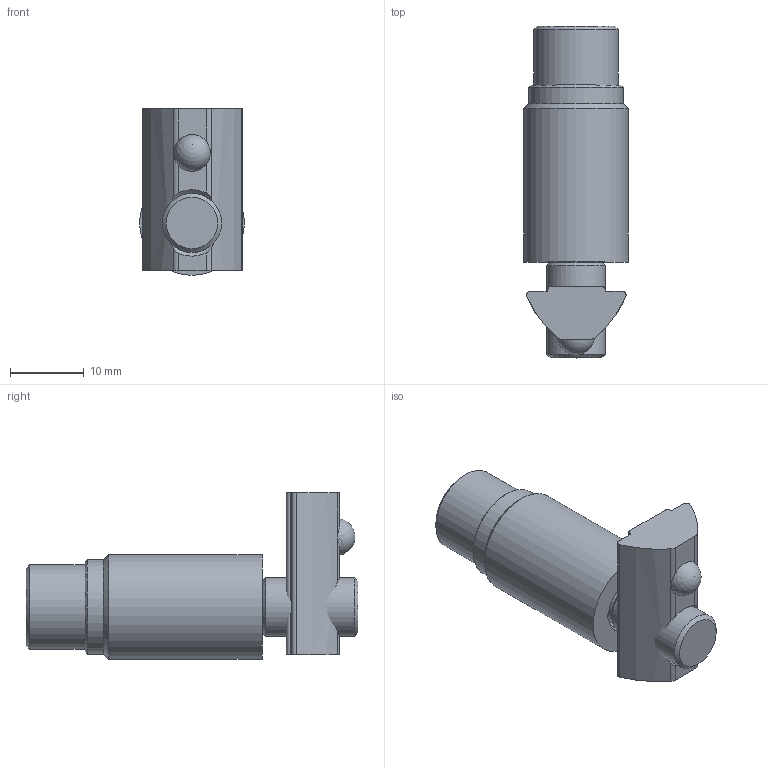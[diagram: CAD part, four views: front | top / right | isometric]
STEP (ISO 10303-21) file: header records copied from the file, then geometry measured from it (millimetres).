
FILE_DESCRIPTION(/* description */ (''),/* implementation_level */ '2;1');
FILE_NAME(/* name */ '340845.stp',/* time_stamp */ '2017-12-03T12:02:43+01:00',/* author */ ('jiri.spacek'),/* organization */ (''),/* preprocessor_version */ 'ST-DEVELOPER v16.1',/* originating_system */ 'Autodesk Inventor 2016',/* authorisation */ '');
FILE_SCHEMA (('CONFIG_CONTROL_DESIGN'));
Length unit declared in the file: millimetre
Products named in the file (6): fath_099h088_1; fath_099h088_2; fath_099h088_3; fath_099h088_4; fath_099h088; 340845
Assembly tree (5 placements, depth 3):
  340845
    fath_099h088
      fath_099h088_1
      fath_099h088_2
      fath_099h088_3
      fath_099h088_4
Bounding box: 14.2 x 45 x 22.6 mm (x, y, z)
Volume: 5910.5 mm3; surface area: 4436.7 mm2
Topology: 4 solids, 4 shells, 78 faces, 203 edges, 129 vertices
Faces by surface type: plane 34, cylinder 33, cone 10, sphere 1
Full cylindrical faces by diameter (mm): 5 x1, 6.647 x1, 7 x1, 8 x1, 8.3 x1, 11.5 x1, 12.8 x1, 14.2 x1
Entity records: 2483 total; most frequent: CARTESIAN_POINT 490, DIRECTION 419, ORIENTED_EDGE 344, EDGE_CURVE 172, AXIS2_PLACEMENT_3D 170, VERTEX_POINT 118, EDGE_LOOP 98, LINE 79
